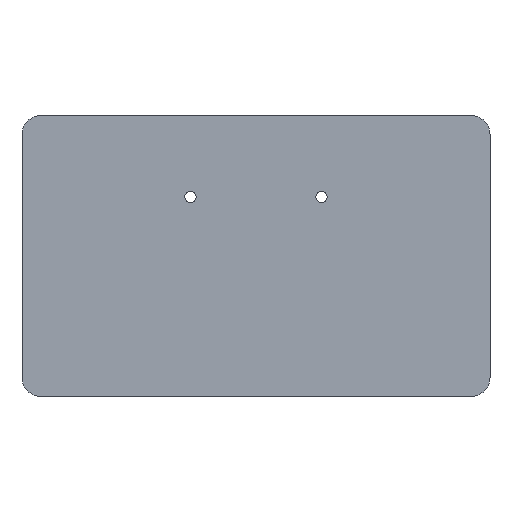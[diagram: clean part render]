
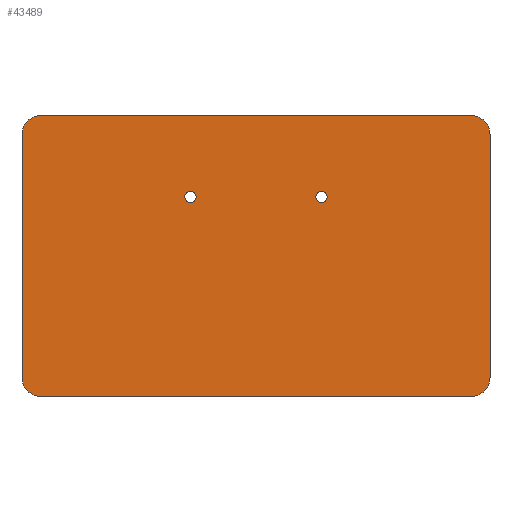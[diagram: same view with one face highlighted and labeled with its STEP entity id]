
A CAD part, front view. The second image highlights one B-rep face of the part: STEP entity #43489.
In plain terms, the highlighted planar face has unit normal (0, -1, 0).
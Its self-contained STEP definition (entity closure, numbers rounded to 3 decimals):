
#43213=CARTESIAN_POINT('',(115.002,-1.,
45.));
#43214=DIRECTION('',(0.,1.,0.));
#43215=DIRECTION('',(0.,0.,1.));
#43216=AXIS2_PLACEMENT_3D('',#43213,#43214,#43215);
#43218=CARTESIAN_POINT('',(115.002,-1.,
-85.));
#43219=DIRECTION('',(0.,1.,0.));
#43220=DIRECTION('',(1.,0.,0.));
#43221=AXIS2_PLACEMENT_3D('',#43218,#43219,#43220);
#43223=CARTESIAN_POINT('',(-114.998,-1.,
-85.));
#43224=DIRECTION('',(0.,1.,0.));
#43225=DIRECTION('',(0.,0.,-1.));
#43226=AXIS2_PLACEMENT_3D('',#43223,#43224,#43225);
#43228=CARTESIAN_POINT('',(-114.998,-1.,
45.));
#43229=DIRECTION('',(0.,1.,0.));
#43230=DIRECTION('',(-1.,0.,0.));
#43231=AXIS2_PLACEMENT_3D('',#43228,#43229,#43230);
#43233=CARTESIAN_POINT('',(35.002,-1.,
11.5));
#43234=DIRECTION('',(0.,-1.,0.));
#43235=DIRECTION('',(-0.878,0.,0.479));
#43236=AXIS2_PLACEMENT_3D('',#43233,#43234,#43235);
#43238=CARTESIAN_POINT('',(35.002,-1.,
11.5));
#43239=DIRECTION('',(0.,-1.,0.));
#43240=DIRECTION('',(0.878,0.,-0.479));
#43241=AXIS2_PLACEMENT_3D('',#43238,#43239,#43240);
#43243=CARTESIAN_POINT('',(35.002,-1.,
11.5));
#43244=DIRECTION('',(0.,-1.,0.));
#43245=DIRECTION('',(1.,0.,0.));
#43246=AXIS2_PLACEMENT_3D('',#43243,#43244,#43245);
#43248=CARTESIAN_POINT('',(-34.998,-1.,
11.5));
#43249=DIRECTION('',(0.,-1.,0.));
#43250=DIRECTION('',(0.878,0.,0.479));
#43251=AXIS2_PLACEMENT_3D('',#43248,#43249,#43250);
#43253=CARTESIAN_POINT('',(-34.998,-1.,
11.5));
#43254=DIRECTION('',(0.,-1.,0.));
#43255=DIRECTION('',(-0.878,0.,-0.479));
#43256=AXIS2_PLACEMENT_3D('',#43253,#43254,#43255);
#43258=CARTESIAN_POINT('',(-34.998,-1.,
11.5));
#43259=DIRECTION('',(0.,-1.,0.));
#43260=DIRECTION('',(1.,0.,0.));
#43261=AXIS2_PLACEMENT_3D('',#43258,#43259,#43260);
#43267=DIRECTION('',(-1.,0.,0.));
#43268=VECTOR('',#43267,230.);
#43269=CARTESIAN_POINT('',(115.002,-1.,
55.));
#43270=LINE('',#43269,#43268);
#43323=DIRECTION('',(0.,0.,1.));
#43324=VECTOR('',#43323,130.);
#43325=CARTESIAN_POINT('',(125.002,-1.,
-85.));
#43326=LINE('',#43325,#43324);
#43335=DIRECTION('',(1.,0.,0.));
#43336=VECTOR('',#43335,230.);
#43337=CARTESIAN_POINT('',(-114.998,-1.,
-95.));
#43338=LINE('',#43337,#43336);
#43347=DIRECTION('',(0.,0.,-1.));
#43348=VECTOR('',#43347,130.);
#43349=CARTESIAN_POINT('',(-124.998,-1.,
45.));
#43350=LINE('',#43349,#43348);
#43375=CARTESIAN_POINT('',(-37.631,-1.,
10.061));
#43377=VERTEX_POINT('',#43375);
#43379=CARTESIAN_POINT('',(115.002,-1.,
55.));
#43380=CARTESIAN_POINT('',(125.002,-1.,
45.));
#43381=VERTEX_POINT('',#43379);
#43382=VERTEX_POINT('',#43380);
#43383=CARTESIAN_POINT('',(125.002,-1.,
-85.));
#43384=VERTEX_POINT('',#43383);
#43385=CARTESIAN_POINT('',(115.002,-1.,
-95.));
#43386=VERTEX_POINT('',#43385);
#43387=CARTESIAN_POINT('',(-114.998,-1.,
-95.));
#43388=VERTEX_POINT('',#43387);
#43389=CARTESIAN_POINT('',(-124.998,-1.,
-85.));
#43390=VERTEX_POINT('',#43389);
#43391=CARTESIAN_POINT('',(-124.998,-1.,
45.));
#43392=VERTEX_POINT('',#43391);
#43393=CARTESIAN_POINT('',(-114.998,-1.,
55.));
#43394=VERTEX_POINT('',#43393);
#43395=CARTESIAN_POINT('',(32.369,-1.,
12.938));
#43396=CARTESIAN_POINT('',(37.634,-1.,
10.061));
#43397=VERTEX_POINT('',#43395);
#43398=VERTEX_POINT('',#43396);
#43399=CARTESIAN_POINT('',(38.002,-1.,
11.5));
#43400=VERTEX_POINT('',#43399);
#43401=CARTESIAN_POINT('',(-32.366,-1.,
12.938));
#43402=VERTEX_POINT('',#43401);
#43403=CARTESIAN_POINT('',(-31.998,-1.,
11.5));
#43404=VERTEX_POINT('',#43403);
#43452=CARTESIAN_POINT('',(0.002,-1.,
-20.));
#43453=DIRECTION('',(0.,1.,0.));
#43454=DIRECTION('',(1.,0.,0.));
#43455=AXIS2_PLACEMENT_3D('',#43452,#43453,#43454);
#43456=PLANE('',#43455);
#43458=ORIENTED_EDGE('',*,*,#43457,.T.);
#43460=ORIENTED_EDGE('',*,*,#43459,.F.);
#43462=ORIENTED_EDGE('',*,*,#43461,.T.);
#43464=ORIENTED_EDGE('',*,*,#43463,.F.);
#43466=ORIENTED_EDGE('',*,*,#43465,.T.);
#43468=ORIENTED_EDGE('',*,*,#43467,.F.);
#43470=ORIENTED_EDGE('',*,*,#43469,.T.);
#43472=ORIENTED_EDGE('',*,*,#43471,.F.);
#43473=EDGE_LOOP('',(#43458,#43460,#43462,#43464,#43466,#43468,#43470,#43472));
#43474=FACE_OUTER_BOUND('',#43473,.F.);
#43476=ORIENTED_EDGE('',*,*,#43475,.T.);
#43478=ORIENTED_EDGE('',*,*,#43477,.T.);
#43480=ORIENTED_EDGE('',*,*,#43479,.T.);
#43481=EDGE_LOOP('',(#43476,#43478,#43480));
#43482=FACE_BOUND('',#43481,.F.);
#43484=ORIENTED_EDGE('',*,*,#43483,.T.);
#43485=ORIENTED_EDGE('',*,*,#43432,.T.);
#43486=ORIENTED_EDGE('',*,*,#43440,.T.);
#43487=EDGE_LOOP('',(#43484,#43485,#43486));
#43488=FACE_BOUND('',#43487,.F.);
#43217=CIRCLE('',#43216,10.);
#43222=CIRCLE('',#43221,10.);
#43227=CIRCLE('',#43226,10.);
#43232=CIRCLE('',#43231,10.);
#43237=CIRCLE('',#43236,3.);
#43242=CIRCLE('',#43241,3.);
#43247=CIRCLE('',#43246,3.);
#43252=CIRCLE('',#43251,3.);
#43257=CIRCLE('',#43256,3.);
#43262=CIRCLE('',#43261,3.);
#43432=EDGE_CURVE('',#43377,#43404,#43257,.T.);
#43440=EDGE_CURVE('',#43404,#43402,#43262,.T.);
#43457=EDGE_CURVE('',#43381,#43382,#43217,.T.);
#43459=EDGE_CURVE('',#43384,#43382,#43326,.T.);
#43461=EDGE_CURVE('',#43384,#43386,#43222,.T.);
#43463=EDGE_CURVE('',#43388,#43386,#43338,.T.);
#43465=EDGE_CURVE('',#43388,#43390,#43227,.T.);
#43467=EDGE_CURVE('',#43392,#43390,#43350,.T.);
#43469=EDGE_CURVE('',#43392,#43394,#43232,.T.);
#43471=EDGE_CURVE('',#43381,#43394,#43270,.T.);
#43475=EDGE_CURVE('',#43397,#43398,#43237,.T.);
#43477=EDGE_CURVE('',#43398,#43400,#43242,.T.);
#43479=EDGE_CURVE('',#43400,#43397,#43247,.T.);
#43483=EDGE_CURVE('',#43402,#43377,#43252,.T.);
#43489=ADVANCED_FACE('',(#43474,#43482,#43488),#43456,.F.);
